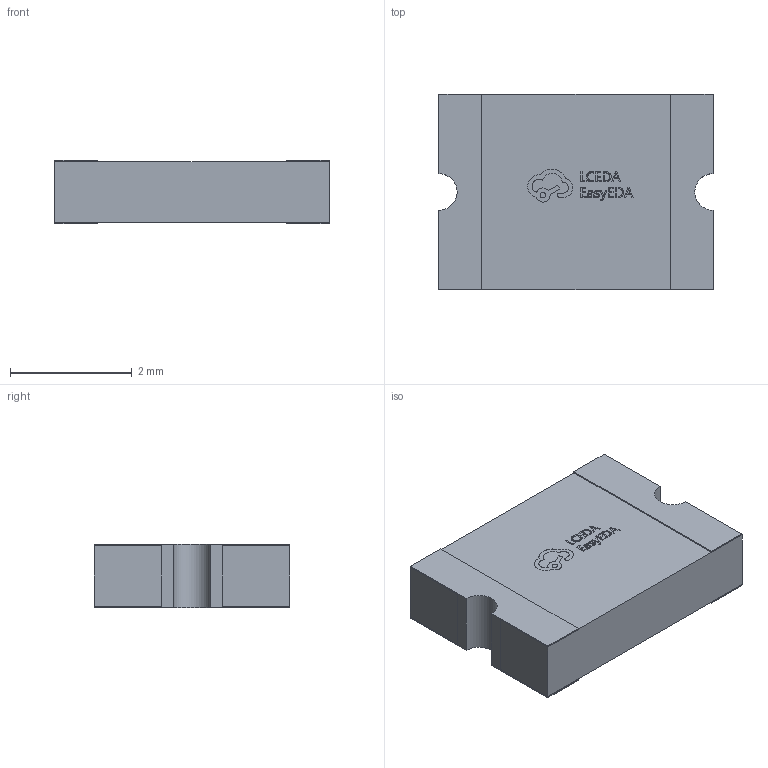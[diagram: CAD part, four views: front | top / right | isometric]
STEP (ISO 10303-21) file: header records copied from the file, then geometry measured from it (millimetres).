
FILE_DESCRIPTION(('Open CASCADE Model'),'2;1');
FILE_NAME('Open CASCADE Shape Model','2025-10-20T20:33:47',('Author'),( 'Open CASCADE'),'Open CASCADE STEP processor 7.9','Open CASCADE 7.9' ,'Unknown');
FILE_SCHEMA(('AUTOMOTIVE_DESIGN { 1 0 10303 214 1 1 1 1 }'));
Length unit declared in the file: millimetre
Products named in the file (1): SOLID
Bounding box: 4.5 x 3.2 x 1.04 mm (x, y, z)
Volume: 14.3 mm3; surface area: 45 mm2
Topology: 1 solids, 1 shells, 318 faces, 870 edges, 580 vertices
Faces by surface type: bspline 318
Entity records: 12362 total; most frequent: CARTESIAN_POINT 5169, ORIENTED_EDGE 1740, EDGE_CURVE 870, B_SPLINE_CURVE_WITH_KNOTS 856, VERTEX_POINT 580, FACE_BOUND 344, EDGE_LOOP 344, ADVANCED_FACE 318
